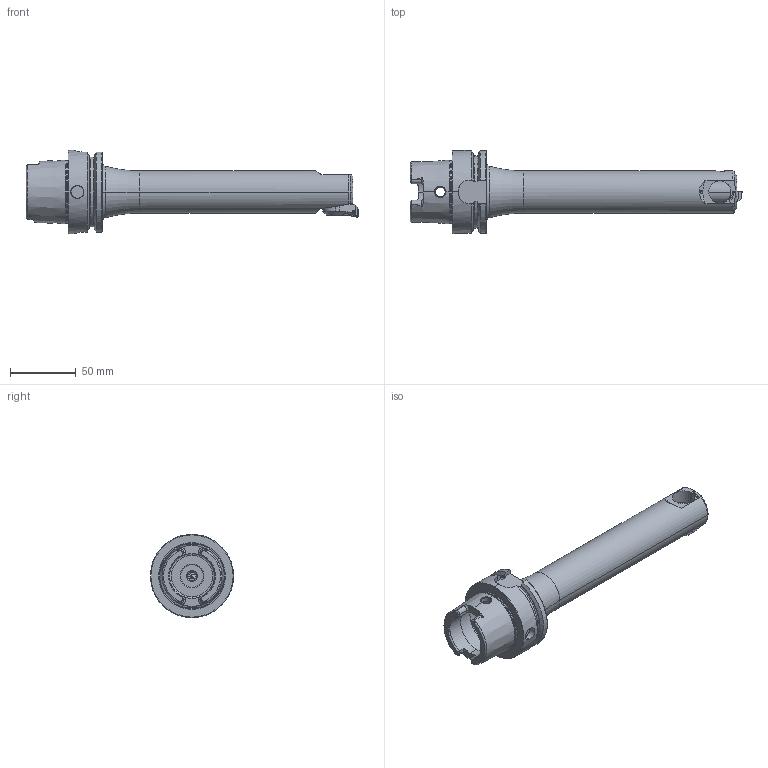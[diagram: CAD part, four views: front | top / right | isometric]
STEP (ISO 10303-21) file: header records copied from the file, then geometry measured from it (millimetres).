
FILE_DESCRIPTION (( 'STEP AP203' ), '1' );
FILE_NAME ('HA6.F32.K22.220.STEP', '2024-08-20T13:22:14', ( '' ), ( '' ), 'SwSTEP 2.0', 'SolidWorks 2022', '' );
FILE_SCHEMA (( 'CONFIG_CONTROL_DESIGN' ));
Length unit declared in the file: millimetre
Products named in the file (15): HA6-F32.K20.220_B_Fertigbearbeitung; F32-WCA.001.007; F32-BG2.009.012_A; DIN 3771 - 15x1; HA6.F32.K22.220; F32-BG1.010.006_A; F32-WCA.001.007_C_fertigbearbeitet; F32; F32-ER1.101.010_A; CCMT060204; F32-BG2.017.004_A; F32-BG2.014.012_A; F32-BG1.002.017_B; WCA-ER2.001.006_A; F32-BG2.017.003_A
Assembly tree (14 placements, depth 3):
  HA6.F32.K22.220
    HA6-F32.K20.220_B_Fertigbearbeitung
    F32-WCA.001.007
      F32-WCA.001.007_C_fertigbearbeitet
      CCMT060204
      WCA-ER2.001.006_A
    F32-ER1.101.010_A
    F32
      F32-BG1.002.017_B
      F32-BG2.014.012_A
      DIN 3771 - 15x1
      F32-BG2.017.003_A
      F32-BG2.017.004_A
      F32-BG2.009.012_A
      F32-BG1.010.006_A
Bounding box: 251.9 x 63 x 63 mm (x, y, z)
Volume: 228906.9 mm3; surface area: 53085.4 mm2
Topology: 13 solids, 13 shells, 851 faces, 2247 edges, 1422 vertices
Faces by surface type: plane 342, cone 196, cylinder 172, torus 80, bspline 59, sphere 2
Entity records: 32066 total; most frequent: CARTESIAN_POINT 10629, ORIENTED_EDGE 4466, DIRECTION 3753, EDGE_CURVE 2233, AXIS2_PLACEMENT_3D 1466, VERTEX_POINT 1422, EDGE_LOOP 899, FACE_OUTER_BOUND 851
